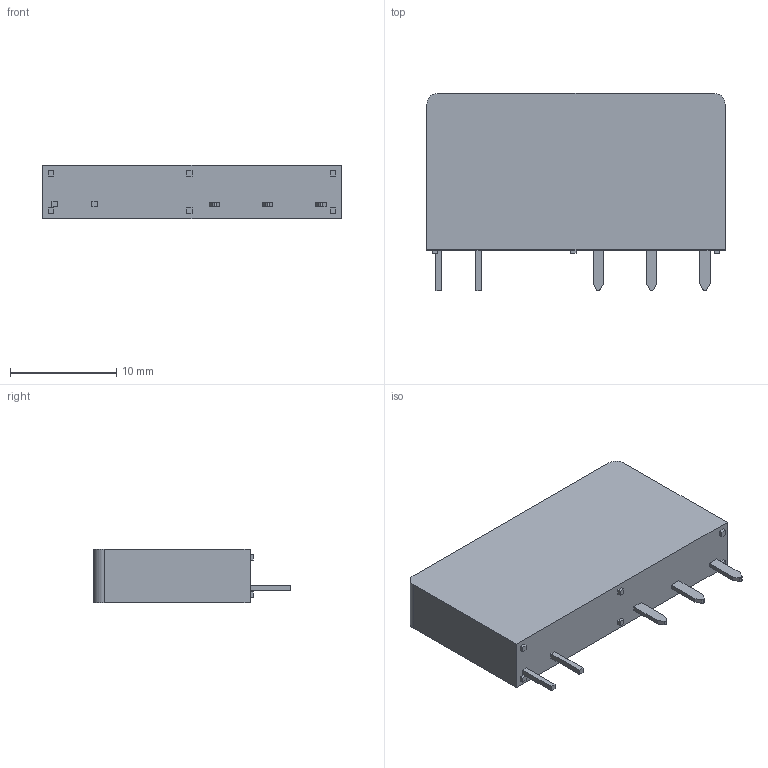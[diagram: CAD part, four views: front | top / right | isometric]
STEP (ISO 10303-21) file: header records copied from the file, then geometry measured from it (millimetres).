
FILE_DESCRIPTION (( 'STEP AP214' ), '1' );
FILE_NAME ('34 Series.STEP', '2024-05-19T15:56:13', ( '' ), ( '' ), 'SwSTEP 2.0', 'SolidWorks 2021', '' );
FILE_SCHEMA (( 'AUTOMOTIVE_DESIGN' ));
Length unit declared in the file: millimetre
Products named in the file (1): 34 Series
Bounding box: 28 x 18.5 x 5 mm (x, y, z)
Volume: 2062.5 mm3; surface area: 1293.5 mm2
Topology: 1 solids, 1 shells, 72 faces, 177 edges, 118 vertices
Faces by surface type: plane 64, cylinder 8
Entity records: 2505 total; most frequent: CARTESIAN_POINT 368, ORIENTED_EDGE 354, DIRECTION 339, EDGE_CURVE 177, LINE 161, VECTOR 161, VERTEX_POINT 118, AXIS2_PLACEMENT_3D 89
